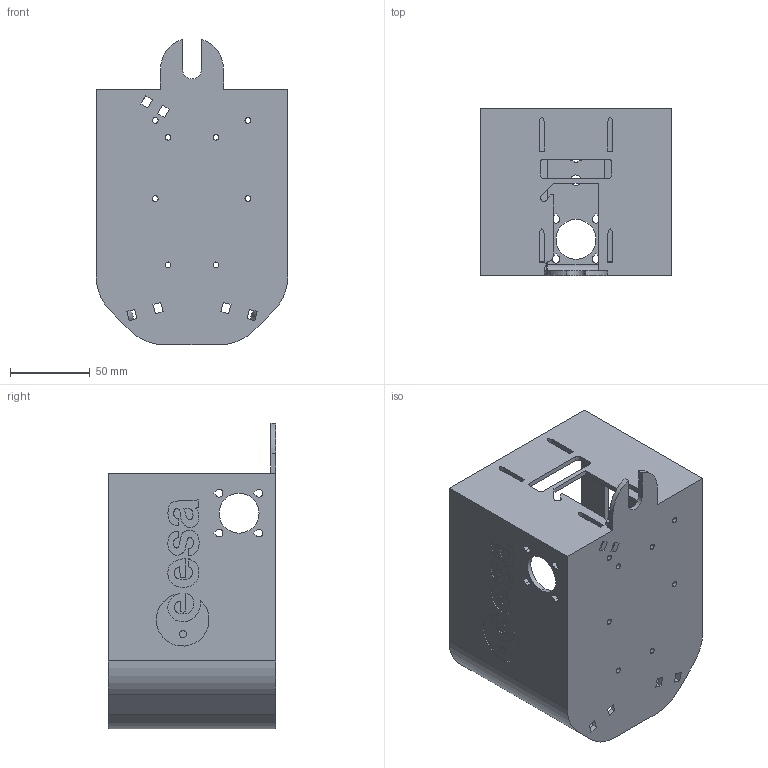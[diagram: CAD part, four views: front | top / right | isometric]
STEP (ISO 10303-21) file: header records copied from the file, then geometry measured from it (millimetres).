
FILE_DESCRIPTION (( 'STEP AP203' ), '1' );
FILE_NAME ('P01_Chassis_Two Color Print.step', '2020-06-02T14:17:37', ( '' ), ( '' ), 'SwSTEP 2.0', 'SolidWorks 2018', '' );
FILE_SCHEMA (( 'CONFIG_CONTROL_DESIGN' ));
Length unit declared in the file: millimetre
Products named in the file (1): P01_Chassis_Two Color Print
Bounding box: 120 x 105 x 191.32 mm (x, y, z)
Volume: 201727.1 mm3; surface area: 141471.5 mm2
Topology: 6 solids, 6 shells, 608 faces, 1748 edges, 1150 vertices
Faces by surface type: plane 238, bspline 210, cylinder 136, cone 14, torus 10
Entity records: 21318 total; most frequent: CARTESIAN_POINT 6446, ORIENTED_EDGE 3468, DIRECTION 2390, EDGE_CURVE 1734, VERTEX_POINT 1150, VECTOR 1002, LINE 1002, EDGE_LOOP 702
